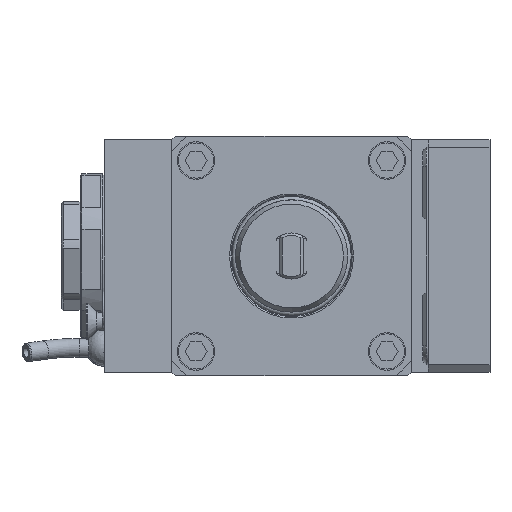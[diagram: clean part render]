
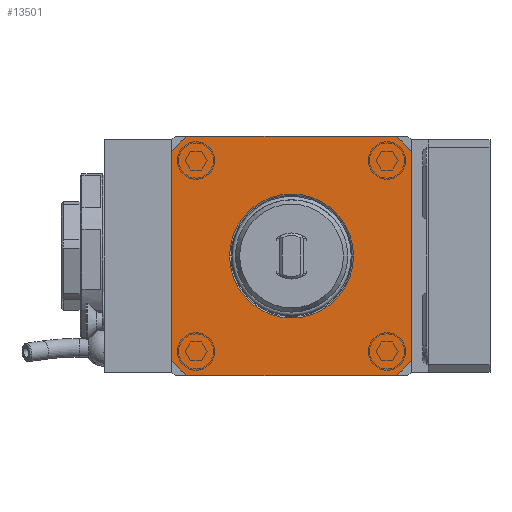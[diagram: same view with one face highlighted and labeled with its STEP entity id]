
A CAD part, front view. The second image highlights one B-rep face of the part: STEP entity #13501.
In plain terms, the highlighted planar face has unit normal (0, -1, 0).
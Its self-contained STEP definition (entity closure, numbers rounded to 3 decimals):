
#583 = DIRECTION ( 'NONE',  ( 0., 0., -1. ) ) ;
#1046 = CARTESIAN_POINT ( 'NONE',  ( 32., -18., 42.5 ) ) ;
#1698 = AXIS2_PLACEMENT_3D ( 'NONE', #11987, #4907, #16522 ) ;
#2033 = DIRECTION ( 'NONE',  ( 0., 1., 0. ) ) ;
#2094 = ORIENTED_EDGE ( 'NONE', *, *, #6915, .F. ) ;
#3100 = CARTESIAN_POINT ( 'NONE',  ( 0., -18., 0. ) ) ;
#3371 = ORIENTED_EDGE ( 'NONE', *, *, #28267, .T. ) ;
#3654 = CARTESIAN_POINT ( 'NONE',  ( 27.969, -18., 32. ) ) ;
#3945 = PLANE ( 'NONE',  #28945 ) ;
#4907 = DIRECTION ( 'NONE',  ( 0., -1., 0. ) ) ;
#5115 = EDGE_CURVE ( 'NONE', #9304, #25514, #20608, .T. ) ;
#5947 = CARTESIAN_POINT ( 'NONE',  ( -27.969, -18., 32. ) ) ;
#6915 = EDGE_CURVE ( 'NONE', #12265, #9576, #7665, .T. ) ;
#7176 = ORIENTED_EDGE ( 'NONE', *, *, #17415, .F. ) ;
#7515 = ORIENTED_EDGE ( 'NONE', *, *, #25454, .T. ) ;
#7532 = CIRCLE ( 'NONE', #12754, 42.5 ) ;
#7665 = LINE ( 'NONE', #14461, #27762 ) ;
#7693 = CIRCLE ( 'NONE', #29506, 42.5 ) ;
#8022 = CARTESIAN_POINT ( 'NONE',  ( 0., -18., 32. ) ) ;
#8227 = DIRECTION ( 'NONE',  ( 1., 0., 0. ) ) ;
#8292 = EDGE_LOOP ( 'NONE', ( #7176, #9902, #2094, #7515, #29199, #20969, #12518, #3371 ) ) ;
#9013 = VERTEX_POINT ( 'NONE', #5947 ) ;
#9304 = VERTEX_POINT ( 'NONE', #23386 ) ;
#9576 = VERTEX_POINT ( 'NONE', #27847 ) ;
#9845 = VERTEX_POINT ( 'NONE', #13287 ) ;
#9867 = CARTESIAN_POINT ( 'NONE',  ( -32., -18., 42.5 ) ) ;
#9902 = ORIENTED_EDGE ( 'NONE', *, *, #16975, .T. ) ;
#10167 = FACE_BOUND ( 'NONE', #24714, .T. ) ;
#11677 = VERTEX_POINT ( 'NONE', #26350 ) ;
#11987 = CARTESIAN_POINT ( 'NONE',  ( 0., -18., 0. ) ) ;
#12265 = VERTEX_POINT ( 'NONE', #26606 ) ;
#12518 = ORIENTED_EDGE ( 'NONE', *, *, #28444, .F. ) ;
#12754 = AXIS2_PLACEMENT_3D ( 'NONE', #23862, #14795, #23963 ) ;
#13287 = CARTESIAN_POINT ( 'NONE',  ( 32., -18., -27.969 ) ) ;
#13501 = ADVANCED_FACE ( 'NONE', ( #10167, #18424 ), #3945, .F. ) ;
#13555 = VERTEX_POINT ( 'NONE', #14945 ) ;
#14278 = DIRECTION ( 'NONE',  ( 0., 0., 1. ) ) ;
#14361 = DIRECTION ( 'NONE',  ( 0., -1., 0. ) ) ;
#14461 = CARTESIAN_POINT ( 'NONE',  ( 0., -18., -32. ) ) ;
#14795 = DIRECTION ( 'NONE',  ( 0., -1., 0. ) ) ;
#14945 = CARTESIAN_POINT ( 'NONE',  ( 0., -18., -16.55 ) ) ;
#15104 = DIRECTION ( 'NONE',  ( 0., 0., -1. ) ) ;
#15442 = CIRCLE ( 'NONE', #27016, 16.55 ) ;
#15998 = CIRCLE ( 'NONE', #19279, 42.5 ) ;
#16522 = DIRECTION ( 'NONE',  ( 0., 0., -1. ) ) ;
#16667 = VECTOR ( 'NONE', #8227, 1000. ) ;
#16975 = EDGE_CURVE ( 'NONE', #17536, #9576, #15998, .T. ) ;
#17415 = EDGE_CURVE ( 'NONE', #17536, #11677, #21375, .T. ) ;
#17536 = VERTEX_POINT ( 'NONE', #26924 ) ;
#18424 = FACE_OUTER_BOUND ( 'NONE', #8292, .T. ) ;
#18463 = VECTOR ( 'NONE', #14278, 1000. ) ;
#18479 = VECTOR ( 'NONE', #23453, 1000. ) ;
#18589 = ORIENTED_EDGE ( 'NONE', *, *, #18900, .F. ) ;
#18668 = DIRECTION ( 'NONE',  ( 0., -1., 0. ) ) ;
#18900 = EDGE_CURVE ( 'NONE', #13555, #13555, #15442, .T. ) ;
#19279 = AXIS2_PLACEMENT_3D ( 'NONE', #24643, #22137, #15104 ) ;
#20608 = CIRCLE ( 'NONE', #1698, 42.5 ) ;
#20625 = DIRECTION ( 'NONE',  ( 0., 0., 1. ) ) ;
#20969 = ORIENTED_EDGE ( 'NONE', *, *, #5115, .T. ) ;
#20990 = DIRECTION ( 'NONE',  ( 0., 0., -1. ) ) ;
#21375 = LINE ( 'NONE', #9867, #18463 ) ;
#22137 = DIRECTION ( 'NONE',  ( 0., -1., 0. ) ) ;
#23386 = CARTESIAN_POINT ( 'NONE',  ( 32., -18., 27.969 ) ) ;
#23453 = DIRECTION ( 'NONE',  ( 0., 0., -1. ) ) ;
#23532 = LINE ( 'NONE', #1046, #18479 ) ;
#23862 = CARTESIAN_POINT ( 'NONE',  ( 0., -18., 0. ) ) ;
#23963 = DIRECTION ( 'NONE',  ( 0., 0., -1. ) ) ;
#24643 = CARTESIAN_POINT ( 'NONE',  ( 0., -18., 0. ) ) ;
#24646 = CARTESIAN_POINT ( 'NONE',  ( 0., -18., 42.5 ) ) ;
#24714 = EDGE_LOOP ( 'NONE', ( #18589 ) ) ;
#25454 = EDGE_CURVE ( 'NONE', #12265, #9845, #7532, .T. ) ;
#25514 = VERTEX_POINT ( 'NONE', #3654 ) ;
#25694 = CARTESIAN_POINT ( 'NONE',  ( 0., -18., 0. ) ) ;
#26350 = CARTESIAN_POINT ( 'NONE',  ( -32., -18., 27.969 ) ) ;
#26606 = CARTESIAN_POINT ( 'NONE',  ( 27.969, -18., -32. ) ) ;
#26924 = CARTESIAN_POINT ( 'NONE',  ( -32., -18., -27.969 ) ) ;
#27016 = AXIS2_PLACEMENT_3D ( 'NONE', #3100, #14361, #583 ) ;
#27649 = EDGE_CURVE ( 'NONE', #9304, #9845, #23532, .T. ) ;
#27762 = VECTOR ( 'NONE', #28401, 1000. ) ;
#27847 = CARTESIAN_POINT ( 'NONE',  ( -27.969, -18., -32. ) ) ;
#28267 = EDGE_CURVE ( 'NONE', #9013, #11677, #7693, .T. ) ;
#28401 = DIRECTION ( 'NONE',  ( -1., 0., 0. ) ) ;
#28444 = EDGE_CURVE ( 'NONE', #9013, #25514, #29178, .T. ) ;
#28945 = AXIS2_PLACEMENT_3D ( 'NONE', #24646, #2033, #20625 ) ;
#29178 = LINE ( 'NONE', #8022, #16667 ) ;
#29199 = ORIENTED_EDGE ( 'NONE', *, *, #27649, .F. ) ;
#29506 = AXIS2_PLACEMENT_3D ( 'NONE', #25694, #18668, #20990 ) ;
